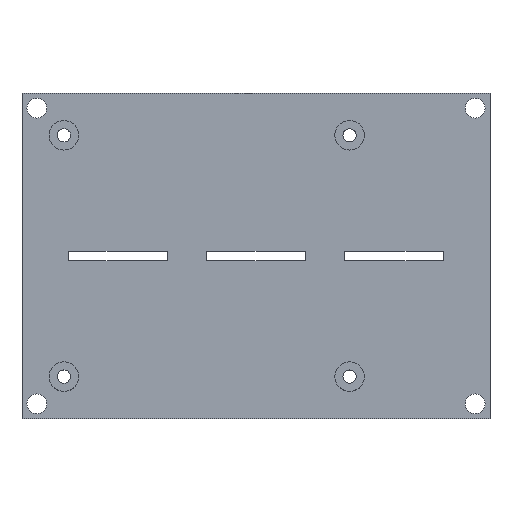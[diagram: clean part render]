
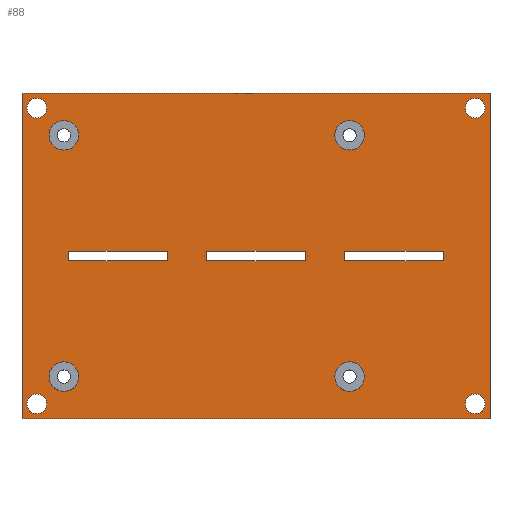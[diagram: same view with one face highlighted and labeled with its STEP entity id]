
A CAD part, top view. The second image highlights one B-rep face of the part: STEP entity #88.
In plain terms, the highlighted planar face has unit normal (0, 0, 1).
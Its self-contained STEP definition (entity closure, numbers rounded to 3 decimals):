
#24 = VERTEX_POINT('',#25);
#25 = CARTESIAN_POINT('',(0.,0.,3.));
#40 = VERTEX_POINT('',#41);
#41 = CARTESIAN_POINT('',(0.,66.,3.));
#47 = EDGE_CURVE('',#24,#40,#48,.T.);
#48 = LINE('',#49,#50);
#49 = CARTESIAN_POINT('',(0.,0.,3.));
#50 = VECTOR('',#51,1.);
#51 = DIRECTION('',(-0.,1.,0.));
#70 = EDGE_CURVE('',#24,#71,#73,.T.);
#71 = VERTEX_POINT('',#72);
#72 = CARTESIAN_POINT('',(95.,0.,3.));
#73 = LINE('',#74,#75);
#74 = CARTESIAN_POINT('',(0.,0.,3.));
#75 = VECTOR('',#76,1.);
#76 = DIRECTION('',(1.,0.,-0.));
#88 = ADVANCED_FACE('',(#89,#107,#118,#129,#140,#151,#185,#196,#207,#241
    ,#275,#286),#297,.T.);
#89 = FACE_BOUND('',#90,.T.);
#90 = EDGE_LOOP('',(#91,#92,#93,#101));
#91 = ORIENTED_EDGE('',*,*,#47,.F.);
#92 = ORIENTED_EDGE('',*,*,#70,.T.);
#93 = ORIENTED_EDGE('',*,*,#94,.T.);
#94 = EDGE_CURVE('',#71,#95,#97,.T.);
#95 = VERTEX_POINT('',#96);
#96 = CARTESIAN_POINT('',(95.,66.,3.));
#97 = LINE('',#98,#99);
#98 = CARTESIAN_POINT('',(95.,0.,3.));
#99 = VECTOR('',#100,1.);
#100 = DIRECTION('',(-0.,1.,0.));
#101 = ORIENTED_EDGE('',*,*,#102,.F.);
#102 = EDGE_CURVE('',#40,#95,#103,.T.);
#103 = LINE('',#104,#105);
#104 = CARTESIAN_POINT('',(0.,66.,3.));
#105 = VECTOR('',#106,1.);
#106 = DIRECTION('',(1.,0.,-0.));
#107 = FACE_BOUND('',#108,.T.);
#108 = EDGE_LOOP('',(#109));
#109 = ORIENTED_EDGE('',*,*,#110,.F.);
#110 = EDGE_CURVE('',#111,#111,#113,.T.);
#111 = VERTEX_POINT('',#112);
#112 = CARTESIAN_POINT('',(5.,3.,3.));
#113 = CIRCLE('',#114,2.);
#114 = AXIS2_PLACEMENT_3D('',#115,#116,#117);
#115 = CARTESIAN_POINT('',(3.,3.,3.));
#116 = DIRECTION('',(0.,0.,1.));
#117 = DIRECTION('',(1.,0.,-0.));
#118 = FACE_BOUND('',#119,.T.);
#119 = EDGE_LOOP('',(#120));
#120 = ORIENTED_EDGE('',*,*,#121,.F.);
#121 = EDGE_CURVE('',#122,#122,#124,.T.);
#122 = VERTEX_POINT('',#123);
#123 = CARTESIAN_POINT('',(11.5,8.5,3.));
#124 = CIRCLE('',#125,3.);
#125 = AXIS2_PLACEMENT_3D('',#126,#127,#128);
#126 = CARTESIAN_POINT('',(8.5,8.5,3.));
#127 = DIRECTION('',(0.,0.,1.));
#128 = DIRECTION('',(1.,0.,-0.));
#129 = FACE_BOUND('',#130,.T.);
#130 = EDGE_LOOP('',(#131));
#131 = ORIENTED_EDGE('',*,*,#132,.F.);
#132 = EDGE_CURVE('',#133,#133,#135,.T.);
#133 = VERTEX_POINT('',#134);
#134 = CARTESIAN_POINT('',(69.5,8.5,3.));
#135 = CIRCLE('',#136,3.);
#136 = AXIS2_PLACEMENT_3D('',#137,#138,#139);
#137 = CARTESIAN_POINT('',(66.5,8.5,3.));
#138 = DIRECTION('',(0.,0.,1.));
#139 = DIRECTION('',(1.,0.,-0.));
#140 = FACE_BOUND('',#141,.T.);
#141 = EDGE_LOOP('',(#142));
#142 = ORIENTED_EDGE('',*,*,#143,.F.);
#143 = EDGE_CURVE('',#144,#144,#146,.T.);
#144 = VERTEX_POINT('',#145);
#145 = CARTESIAN_POINT('',(94.,3.,3.));
#146 = CIRCLE('',#147,2.);
#147 = AXIS2_PLACEMENT_3D('',#148,#149,#150);
#148 = CARTESIAN_POINT('',(92.,3.,3.));
#149 = DIRECTION('',(0.,0.,1.));
#150 = DIRECTION('',(1.,0.,-0.));
#151 = FACE_BOUND('',#152,.T.);
#152 = EDGE_LOOP('',(#153,#163,#171,#179));
#153 = ORIENTED_EDGE('',*,*,#154,.F.);
#154 = EDGE_CURVE('',#155,#157,#159,.T.);
#155 = VERTEX_POINT('',#156);
#156 = CARTESIAN_POINT('',(9.5,32.,3.));
#157 = VERTEX_POINT('',#158);
#158 = CARTESIAN_POINT('',(29.5,32.,3.));
#159 = LINE('',#160,#161);
#160 = CARTESIAN_POINT('',(9.5,32.,3.));
#161 = VECTOR('',#162,1.);
#162 = DIRECTION('',(1.,0.,-0.));
#163 = ORIENTED_EDGE('',*,*,#164,.T.);
#164 = EDGE_CURVE('',#155,#165,#167,.T.);
#165 = VERTEX_POINT('',#166);
#166 = CARTESIAN_POINT('',(9.5,34.,3.));
#167 = LINE('',#168,#169);
#168 = CARTESIAN_POINT('',(9.5,32.,3.));
#169 = VECTOR('',#170,1.);
#170 = DIRECTION('',(-0.,1.,0.));
#171 = ORIENTED_EDGE('',*,*,#172,.T.);
#172 = EDGE_CURVE('',#165,#173,#175,.T.);
#173 = VERTEX_POINT('',#174);
#174 = CARTESIAN_POINT('',(29.5,34.,3.));
#175 = LINE('',#176,#177);
#176 = CARTESIAN_POINT('',(9.5,34.,3.));
#177 = VECTOR('',#178,1.);
#178 = DIRECTION('',(1.,0.,-0.));
#179 = ORIENTED_EDGE('',*,*,#180,.F.);
#180 = EDGE_CURVE('',#157,#173,#181,.T.);
#181 = LINE('',#182,#183);
#182 = CARTESIAN_POINT('',(29.5,32.,3.));
#183 = VECTOR('',#184,1.);
#184 = DIRECTION('',(-0.,1.,0.));
#185 = FACE_BOUND('',#186,.T.);
#186 = EDGE_LOOP('',(#187));
#187 = ORIENTED_EDGE('',*,*,#188,.F.);
#188 = EDGE_CURVE('',#189,#189,#191,.T.);
#189 = VERTEX_POINT('',#190);
#190 = CARTESIAN_POINT('',(11.5,57.5,3.));
#191 = CIRCLE('',#192,3.);
#192 = AXIS2_PLACEMENT_3D('',#193,#194,#195);
#193 = CARTESIAN_POINT('',(8.5,57.5,3.));
#194 = DIRECTION('',(0.,0.,1.));
#195 = DIRECTION('',(1.,0.,-0.));
#196 = FACE_BOUND('',#197,.T.);
#197 = EDGE_LOOP('',(#198));
#198 = ORIENTED_EDGE('',*,*,#199,.F.);
#199 = EDGE_CURVE('',#200,#200,#202,.T.);
#200 = VERTEX_POINT('',#201);
#201 = CARTESIAN_POINT('',(5.,63.,3.));
#202 = CIRCLE('',#203,2.);
#203 = AXIS2_PLACEMENT_3D('',#204,#205,#206);
#204 = CARTESIAN_POINT('',(3.,63.,3.));
#205 = DIRECTION('',(0.,0.,1.));
#206 = DIRECTION('',(1.,0.,-0.));
#207 = FACE_BOUND('',#208,.T.);
#208 = EDGE_LOOP('',(#209,#219,#227,#235));
#209 = ORIENTED_EDGE('',*,*,#210,.F.);
#210 = EDGE_CURVE('',#211,#213,#215,.T.);
#211 = VERTEX_POINT('',#212);
#212 = CARTESIAN_POINT('',(37.5,32.,3.));
#213 = VERTEX_POINT('',#214);
#214 = CARTESIAN_POINT('',(57.5,32.,3.));
#215 = LINE('',#216,#217);
#216 = CARTESIAN_POINT('',(37.5,32.,3.));
#217 = VECTOR('',#218,1.);
#218 = DIRECTION('',(1.,0.,-0.));
#219 = ORIENTED_EDGE('',*,*,#220,.T.);
#220 = EDGE_CURVE('',#211,#221,#223,.T.);
#221 = VERTEX_POINT('',#222);
#222 = CARTESIAN_POINT('',(37.5,34.,3.));
#223 = LINE('',#224,#225);
#224 = CARTESIAN_POINT('',(37.5,32.,3.));
#225 = VECTOR('',#226,1.);
#226 = DIRECTION('',(-0.,1.,0.));
#227 = ORIENTED_EDGE('',*,*,#228,.T.);
#228 = EDGE_CURVE('',#221,#229,#231,.T.);
#229 = VERTEX_POINT('',#230);
#230 = CARTESIAN_POINT('',(57.5,34.,3.));
#231 = LINE('',#232,#233);
#232 = CARTESIAN_POINT('',(37.5,34.,3.));
#233 = VECTOR('',#234,1.);
#234 = DIRECTION('',(1.,0.,-0.));
#235 = ORIENTED_EDGE('',*,*,#236,.F.);
#236 = EDGE_CURVE('',#213,#229,#237,.T.);
#237 = LINE('',#238,#239);
#238 = CARTESIAN_POINT('',(57.5,32.,3.));
#239 = VECTOR('',#240,1.);
#240 = DIRECTION('',(-0.,1.,0.));
#241 = FACE_BOUND('',#242,.T.);
#242 = EDGE_LOOP('',(#243,#253,#261,#269));
#243 = ORIENTED_EDGE('',*,*,#244,.F.);
#244 = EDGE_CURVE('',#245,#247,#249,.T.);
#245 = VERTEX_POINT('',#246);
#246 = CARTESIAN_POINT('',(65.5,32.,3.));
#247 = VERTEX_POINT('',#248);
#248 = CARTESIAN_POINT('',(85.5,32.,3.));
#249 = LINE('',#250,#251);
#250 = CARTESIAN_POINT('',(65.5,32.,3.));
#251 = VECTOR('',#252,1.);
#252 = DIRECTION('',(1.,0.,-0.));
#253 = ORIENTED_EDGE('',*,*,#254,.T.);
#254 = EDGE_CURVE('',#245,#255,#257,.T.);
#255 = VERTEX_POINT('',#256);
#256 = CARTESIAN_POINT('',(65.5,34.,3.));
#257 = LINE('',#258,#259);
#258 = CARTESIAN_POINT('',(65.5,32.,3.));
#259 = VECTOR('',#260,1.);
#260 = DIRECTION('',(-0.,1.,0.));
#261 = ORIENTED_EDGE('',*,*,#262,.T.);
#262 = EDGE_CURVE('',#255,#263,#265,.T.);
#263 = VERTEX_POINT('',#264);
#264 = CARTESIAN_POINT('',(85.5,34.,3.));
#265 = LINE('',#266,#267);
#266 = CARTESIAN_POINT('',(65.5,34.,3.));
#267 = VECTOR('',#268,1.);
#268 = DIRECTION('',(1.,0.,-0.));
#269 = ORIENTED_EDGE('',*,*,#270,.F.);
#270 = EDGE_CURVE('',#247,#263,#271,.T.);
#271 = LINE('',#272,#273);
#272 = CARTESIAN_POINT('',(85.5,32.,3.));
#273 = VECTOR('',#274,1.);
#274 = DIRECTION('',(-0.,1.,0.));
#275 = FACE_BOUND('',#276,.T.);
#276 = EDGE_LOOP('',(#277));
#277 = ORIENTED_EDGE('',*,*,#278,.F.);
#278 = EDGE_CURVE('',#279,#279,#281,.T.);
#279 = VERTEX_POINT('',#280);
#280 = CARTESIAN_POINT('',(69.5,57.5,3.));
#281 = CIRCLE('',#282,3.);
#282 = AXIS2_PLACEMENT_3D('',#283,#284,#285);
#283 = CARTESIAN_POINT('',(66.5,57.5,3.));
#284 = DIRECTION('',(0.,0.,1.));
#285 = DIRECTION('',(1.,0.,-0.));
#286 = FACE_BOUND('',#287,.T.);
#287 = EDGE_LOOP('',(#288));
#288 = ORIENTED_EDGE('',*,*,#289,.F.);
#289 = EDGE_CURVE('',#290,#290,#292,.T.);
#290 = VERTEX_POINT('',#291);
#291 = CARTESIAN_POINT('',(94.,63.,3.));
#292 = CIRCLE('',#293,2.);
#293 = AXIS2_PLACEMENT_3D('',#294,#295,#296);
#294 = CARTESIAN_POINT('',(92.,63.,3.));
#295 = DIRECTION('',(0.,0.,1.));
#296 = DIRECTION('',(1.,0.,-0.));
#297 = PLANE('',#298);
#298 = AXIS2_PLACEMENT_3D('',#299,#300,#301);
#299 = CARTESIAN_POINT('',(0.,0.,3.));
#300 = DIRECTION('',(0.,0.,1.));
#301 = DIRECTION('',(1.,0.,-0.));
